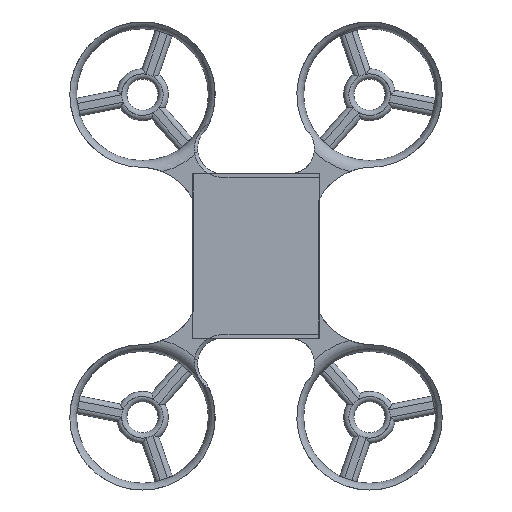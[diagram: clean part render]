
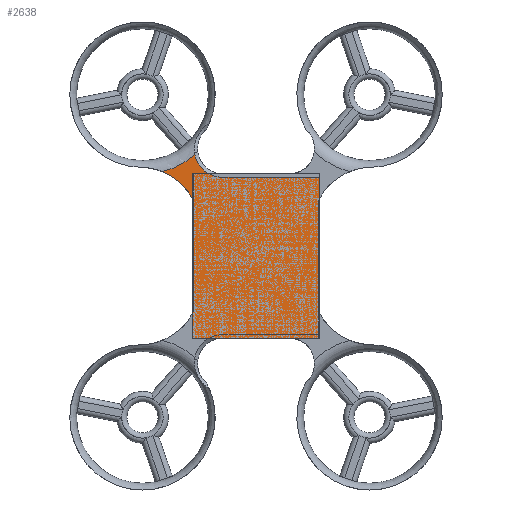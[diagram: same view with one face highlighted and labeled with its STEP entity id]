
A CAD part, front view. The second image highlights one B-rep face of the part: STEP entity #2638.
In plain terms, the highlighted planar face has unit normal (0, -1, 0).
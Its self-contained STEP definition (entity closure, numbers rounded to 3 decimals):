
#145=CIRCLE('',#2802,16.84);
#151=CIRCLE('',#2810,46.418);
#158=CIRCLE('',#2824,34.313);
#263=PLANE('',#2827);
#342=FACE_OUTER_BOUND('',#499,.T.);
#499=EDGE_LOOP('',(#1890,#1891,#1892,#1893,#1894,#1895,#1896));
#655=LINE('',#3971,#881);
#661=LINE('',#4032,#887);
#671=LINE('',#4074,#897);
#672=LINE('',#4076,#898);
#881=VECTOR('',#3094,10.);
#887=VECTOR('',#3128,10.);
#897=VECTOR('',#3160,10.);
#898=VECTOR('',#3163,10.);
#1151=VERTEX_POINT('',#3964);
#1154=VERTEX_POINT('',#3969);
#1156=VERTEX_POINT('',#3974);
#1163=VERTEX_POINT('',#4016);
#1165=VERTEX_POINT('',#4031);
#1173=VERTEX_POINT('',#4068);
#1174=VERTEX_POINT('',#4072);
#1414=EDGE_CURVE('',#1154,#1151,#655,.T.);
#1416=EDGE_CURVE('',#1156,#1154,#145,.T.);
#1427=EDGE_CURVE('',#1163,#1156,#151,.T.);
#1432=EDGE_CURVE('',#1151,#1165,#661,.T.);
#1446=EDGE_CURVE('',#1163,#1173,#158,.T.);
#1448=EDGE_CURVE('',#1174,#1173,#671,.T.);
#1449=EDGE_CURVE('',#1165,#1174,#672,.T.);
#1890=ORIENTED_EDGE('',*,*,#1416,.F.);
#1891=ORIENTED_EDGE('',*,*,#1427,.F.);
#1892=ORIENTED_EDGE('',*,*,#1446,.T.);
#1893=ORIENTED_EDGE('',*,*,#1448,.F.);
#1894=ORIENTED_EDGE('',*,*,#1449,.F.);
#1895=ORIENTED_EDGE('',*,*,#1432,.F.);
#1896=ORIENTED_EDGE('',*,*,#1414,.F.);
#2638=ADVANCED_FACE('',(#342),#263,.F.);
#2802=AXIS2_PLACEMENT_3D('',#3976,#3098,#3099);
#2810=AXIS2_PLACEMENT_3D('',#4023,#3116,#3117);
#2824=AXIS2_PLACEMENT_3D('',#4070,#3155,#3156);
#2827=AXIS2_PLACEMENT_3D('',#4077,#3164,#3165);
#3094=DIRECTION('',(1.,0.,0.));
#3098=DIRECTION('center_axis',(0.,-1.,0.));
#3099=DIRECTION('ref_axis',(0.,0.,-1.));
#3116=DIRECTION('center_axis',(0.,-1.,0.));
#3117=DIRECTION('ref_axis',(1.,0.,0.));
#3128=DIRECTION('',(0.,0.,-1.));
#3155=DIRECTION('center_axis',(0.,1.,0.));
#3156=DIRECTION('ref_axis',(0.016,0.,1.));
#3160=DIRECTION('',(0.,0.,1.));
#3163=DIRECTION('',(-1.,0.,0.));
#3164=DIRECTION('center_axis',(0.,1.,0.));
#3165=DIRECTION('ref_axis',(1.,0.,0.));
#3964=CARTESIAN_POINT('',(37.216,0.,45.849));
#3969=CARTESIAN_POINT('',(-19.277,0.,45.849));
#3971=CARTESIAN_POINT('',(-27.488,0.,45.849));
#3974=CARTESIAN_POINT('',(-35.727,0.,59.086));
#3976=CARTESIAN_POINT('Origin',(-19.277,0.,62.689));
#4016=CARTESIAN_POINT('',(-54.487,0.,49.171));
#4023=CARTESIAN_POINT('Origin',(-66.223,0.,94.081));
#4031=CARTESIAN_POINT('',(37.216,0.,-47.849));
#4032=CARTESIAN_POINT('',(37.216,0.,47.849));
#4068=CARTESIAN_POINT('',(-37.216,0.,33.681));
#4070=CARTESIAN_POINT('Origin',(-67.413,0.,17.386));
#4072=CARTESIAN_POINT('',(-37.216,0.,-47.849));
#4074=CARTESIAN_POINT('',(-37.216,0.,-47.849));
#4076=CARTESIAN_POINT('',(37.216,0.,-47.849));
#4077=CARTESIAN_POINT('Origin',(-35.699,0.,44.311));
